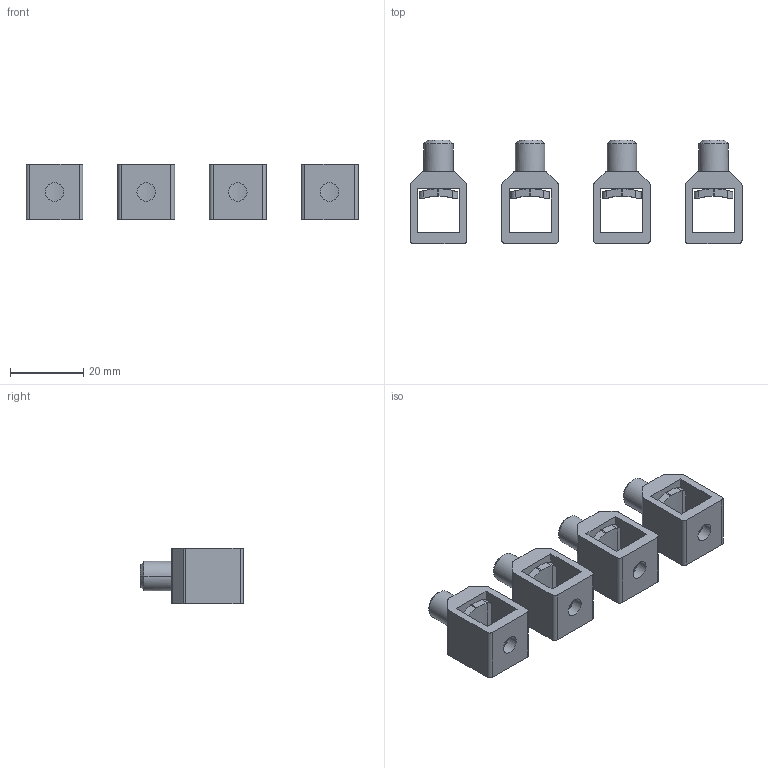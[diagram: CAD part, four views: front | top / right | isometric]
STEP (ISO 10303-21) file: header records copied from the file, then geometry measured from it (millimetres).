
FILE_DESCRIPTION(('CATIA V5 STEP Exchange'),'2;1');
FILE_NAME('1SDH001295R0082_1PA_001_00_XT1_4P_FIXED_FCCuAl_SUP.stp','2014-11-11T15:20:13+00:00',('none'),('none'),'CATIA Version 5 Release 20 SP 1 (IN-10)','CATIA V5 STEP AP214','none');
FILE_SCHEMA(('AUTOMOTIVE_DESIGN { 1 0 10303 214 1 1 1 1 }'));
Length unit declared in the file: millimetre
Products named in the file (1): 1SDH001295R0082_1PA_001_00_XT1_4P_FIXED_FCCuAl_SUP
Bounding box: 90.5 x 28.2 x 15 mm (x, y, z)
Volume: 11692.7 mm3; surface area: 10034.7 mm2
Topology: 16 solids, 16 shells, 184 faces, 528 edges, 376 vertices
Faces by surface type: plane 96, cylinder 80, cone 8
Entity records: 7238 total; most frequent: CARTESIAN_POINT 1330, ORIENTED_EDGE 1056, DIRECTION 691, EDGE_CURVE 528, VERTEX_POINT 376, VECTOR 296, LINE 296, AXIS2_PLACEMENT_3D 272
